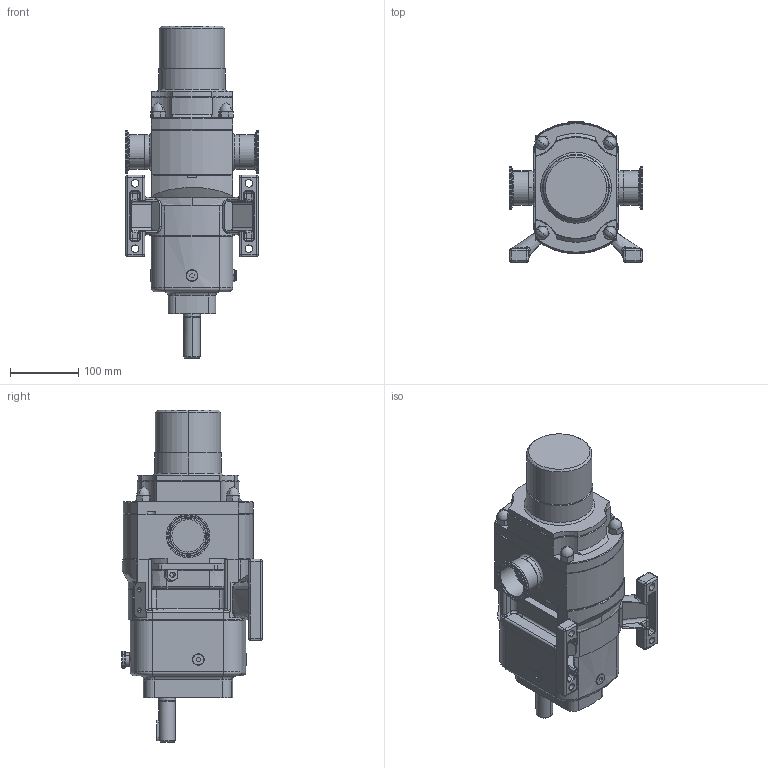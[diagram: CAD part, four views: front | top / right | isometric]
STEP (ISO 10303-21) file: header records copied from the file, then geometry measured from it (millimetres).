
FILE_DESCRIPTION (( 'STEP AP214' ), '1' );
FILE_NAME ('GA4444.STEP', '2024-11-07T17:03:26', ( '' ), ( '' ), 'SwSTEP 2.0', 'SolidWorks 2023', '' );
FILE_SCHEMA (( 'AUTOMOTIVE_DESIGN' ));
Length unit declared in the file: millimetre
Products named in the file (4): Copy of Z94-5121-33 - 2 INCH^GA4444; Copy of CP20-0031-07 H T^GA4444; GA4444; Copy of MP-CP20 Spring PRV^GA4444
Assembly tree (4 placements, depth 2):
  GA4444
    Copy of CP20-0031-07 H T^GA4444
    Copy of Z94-5121-33 - 2 INCH^GA4444  x2
    Copy of MP-CP20 Spring PRV^GA4444
Bounding box: 196 x 206.69 x 487.59 mm (x, y, z)
Volume: 6506988.8 mm3; surface area: 393337.2 mm2
Topology: 4 solids, 4 shells, 880 faces, 2150 edges, 1269 vertices
Faces by surface type: cylinder 305, plane 264, cone 99, torus 98, bspline 84, sphere 30
Entity records: 32536 total; most frequent: CARTESIAN_POINT 12974, ORIENTED_EDGE 4128, DIRECTION 4095, EDGE_CURVE 2064, AXIS2_PLACEMENT_3D 1656, VERTEX_POINT 1241, EDGE_LOOP 905, CIRCLE 878
